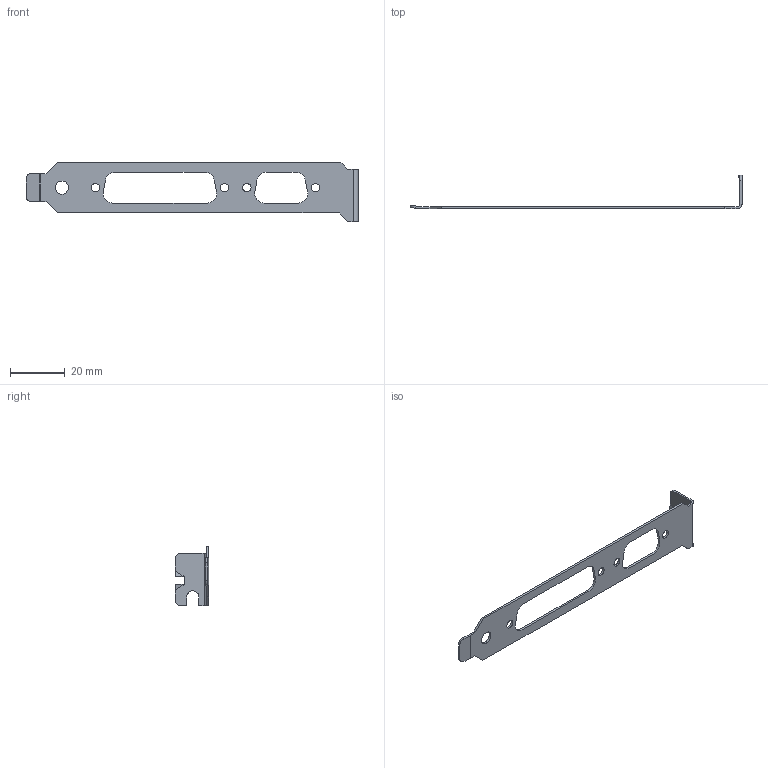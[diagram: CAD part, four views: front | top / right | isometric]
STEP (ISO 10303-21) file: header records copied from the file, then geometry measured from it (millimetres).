
FILE_DESCRIPTION (( 'STEP AP214' ), '1' );
FILE_NAME ('9200-17.STEP', '2007-12-11T19:45:55', ( 'Richard Maletta' ), ( '' ), 'SwSTEP 2.0', 'SolidWorks 2007', '' );
FILE_SCHEMA (( 'AUTOMOTIVE_DESIGN' ));
Length unit declared in the file: inch
Products named in the file (1): 9200-17
Bounding box: 120.87 x 12.32 x 21.59 mm (x, y, z)
Volume: 1289.2 mm3; surface area: 3680.5 mm2
Topology: 1 solids, 1 shells, 75 faces, 199 edges, 126 vertices
Faces by surface type: plane 45, cylinder 30
Entity records: 2368 total; most frequent: DIRECTION 411, CARTESIAN_POINT 401, ORIENTED_EDGE 398, EDGE_CURVE 199, VECTOR 139, LINE 139, AXIS2_PLACEMENT_3D 136, VERTEX_POINT 126
